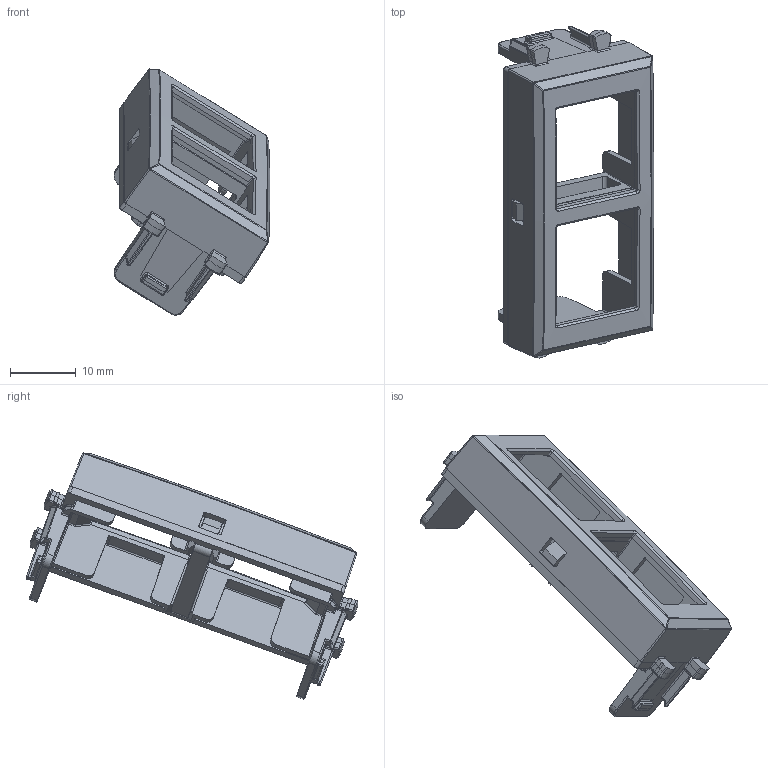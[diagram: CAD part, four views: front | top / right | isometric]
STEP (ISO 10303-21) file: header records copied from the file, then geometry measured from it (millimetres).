
FILE_DESCRIPTION(('CATIA V5 STEP Exchange'),'2;1');
FILE_NAME('442029SC-2C.stp','2024-02-28T14:58:02+00:00',('none'),('none'),'CATIA Version 5-6 Release 2016 SP6','CATIA V5 STEP AP203','none');
FILE_SCHEMA(('CONFIG_CONTROL_DESIGN'));
Length unit declared in the file: millimetre
Products named in the file (1): 44X029SC-2C
Assembly tree (3 placements, depth 2):
  44X029SC-2C
    #57
    #930
    #31882
Bounding box: 23.73 x 50.64 x 37.54 mm (x, y, z)
Volume: 3092.9 mm3; surface area: 5122.1 mm2
Topology: 2 solids, 2 shells, 726 faces, 1834 edges, 1044 vertices
Faces by surface type: cylinder 282, plane 242, bspline 104, sphere 60, cone 24, extrusion 8, torus 6
Entity records: 31909 total; most frequent: CARTESIAN_POINT 17279, ORIENTED_EDGE 3528, DIRECTION 2061, EDGE_CURVE 1764, VERTEX_POINT 1040, B_SPLINE_CURVE_WITH_KNOTS 789, VECTOR 765, AXIS2_PLACEMENT_3D 762
